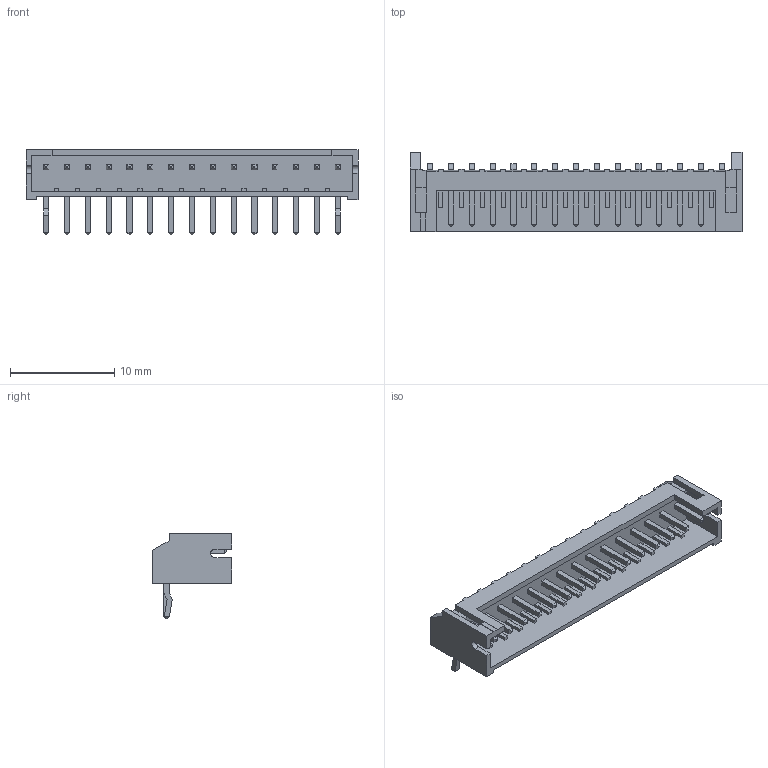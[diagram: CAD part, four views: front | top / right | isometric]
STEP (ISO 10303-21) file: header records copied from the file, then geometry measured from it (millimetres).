
FILE_DESCRIPTION(/* description */ ('model of JST_PH_S15B-PH-K_15x2.00mm_Angled.'),/* implementation_level */ FILE_NAME(/* name */ 'JST_PH_S15B-PH-K_15x2.00mm_Angled..stp',/* time_stamp */ '2017-06-10T15:21:54',/* author */ ('Rene Poeschl',''),/* organization */ (''),/* preprocessor_version */ '',/* originating_system */ '',/* authorisation */ '');
FILE_NAME(/* name */ 'JST_PH_S15B-PH-K_15x2.00mm_Angled..stp',/* time_stamp */ '2017-06-10T15:21:54',/* author */ ('Rene Poeschl',''),/* organization */ (''),/* preprocessor_version */ '',/* originating_system */ '',/* authorisation */ '');
FILE_SCHEMA(('AUTOMOTIVE_DESIGN_CC2 { 1 2 10303 214 -1 1 5 4 }'));
Length unit declared in the file: millimetre
Products named in the file (1): S15B_PH_K
Bounding box: 31.9 x 7.6 x 8.25 mm (x, y, z)
Volume: 393.3 mm3; surface area: 1171.2 mm2
Topology: 1 solids, 1 shells, 526 faces, 1388 edges, 890 vertices
Faces by surface type: plane 494, cylinder 32
Entity records: 19531 total; most frequent: CARTESIAN_POINT 2805, ORIENTED_EDGE 2776, DIRECTION 2506, EDGE_CURVE 1388, LINE 1324, VECTOR 1324, VERTEX_POINT 890, AXIS2_PLACEMENT_3D 591
